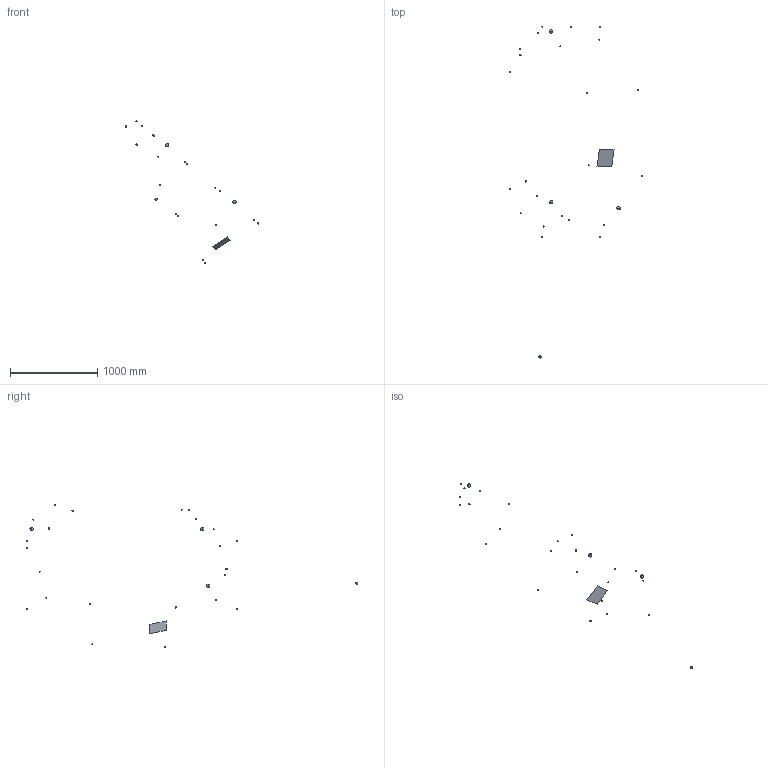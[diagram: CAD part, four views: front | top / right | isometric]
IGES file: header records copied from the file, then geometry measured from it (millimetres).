
Start section: START RECORD GO HERE.
Global section: file name: 65707-2 point cloud 1.igs; native system: IBM CATIA IGES - CATIA Version 5 Release 15 ; preprocessor: CATIA Version 5 Release 15 ; author: bowlink; organization: MAJOR_TOOL; date: 20051207.174140; units: inch
Bounding box: 1533.06 x 3810.75 x 1635.99 mm (x, y, z)
Surface area: 68362.7 mm2 (no closed solid volume)
Topology: 0 solids, 0 shells, 29 faces, 702 edges, 2953 vertices
Faces by surface type: revolution 28, plane 1
